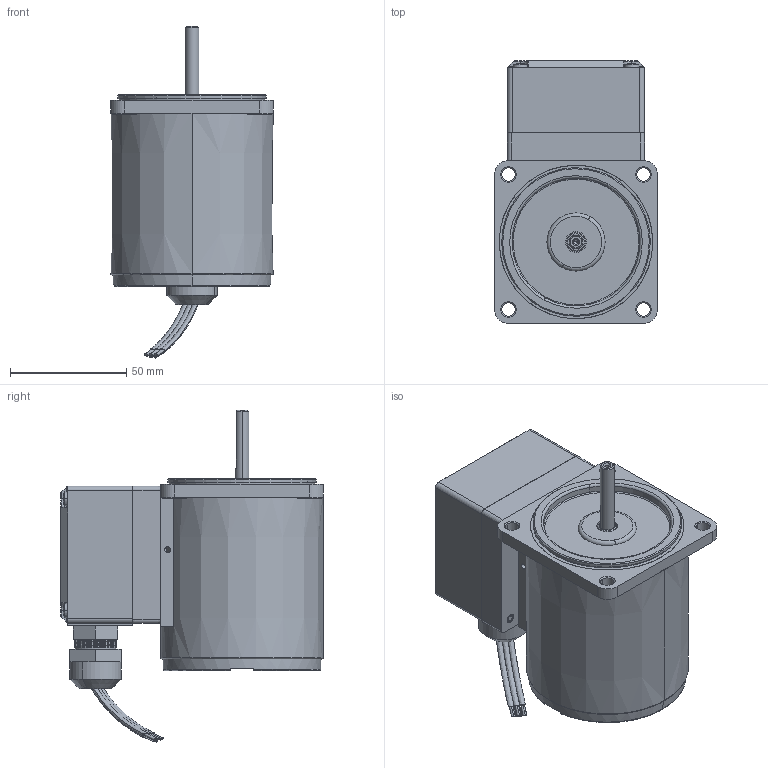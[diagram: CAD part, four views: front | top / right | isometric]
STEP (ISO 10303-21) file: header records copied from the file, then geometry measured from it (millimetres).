
FILE_DESCRIPTION (( 'STEP AP203' ), '1' );
FILE_NAME ('3TK6CA-¡¼P-5CB10¡¼3000Z0.STEP', '2018-04-23T03:01:21', ( '' ), ( '' ), 'SwSTEP 2.0', 'SolidWorks 2010', '' );
FILE_SCHEMA (( 'CONFIG_CONTROL_DESIGN' ));
Length unit declared in the file: millimetre
Products named in the file (11): 成品180度; Ts下墊片; Ts下蓋; 3TK6CA-〖P-5CB10〖3000Z0; M315Ts_2車工; C364_車工(成品); 15A_0.成品; Ts上蓋; 出線頭 Ver.2; 圓頭十字螺絲 M3 x 40 --40N_JIS B 1111 Binding head screw M3 x 40 --40N; 出口線-5條TK-C
Assembly tree (13 placements, depth 3):
  3TK6CA-〖P-5CB10〖3000Z0
    出口線-5條TK-C
    C364_車工(成品)
    M315Ts_2車工
    15A_0.成品
    成品180度
      圓頭十字螺絲 M3 x 40 --40N_JIS B 1111 Binding head screw M3 x 40 --40N  x4
      Ts上蓋
      Ts下蓋
      出線頭 Ver.2
      Ts下墊片
Bounding box: 70 x 113 x 142.72 mm (x, y, z)
Volume: 469849 mm3; surface area: 74287.4 mm2
Topology: 14 solids, 14 shells, 2427 faces, 6291 edges, 3929 vertices
Faces by surface type: cone 1350, cylinder 804, plane 216, torus 29, bspline 20, sphere 8
Entity records: 29545 total; most frequent: CARTESIAN_POINT 5598, DIRECTION 5291, ORIENTED_EDGE 4546, EDGE_CURVE 2273, AXIS2_PLACEMENT_3D 2175, VERTEX_POINT 1424, CIRCLE 1263, EDGE_LOOP 989
